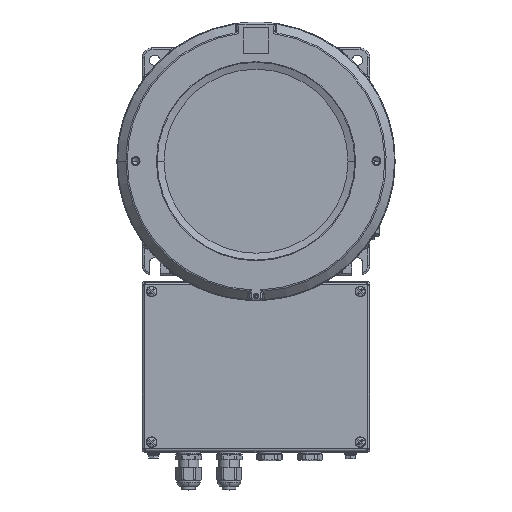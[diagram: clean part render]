
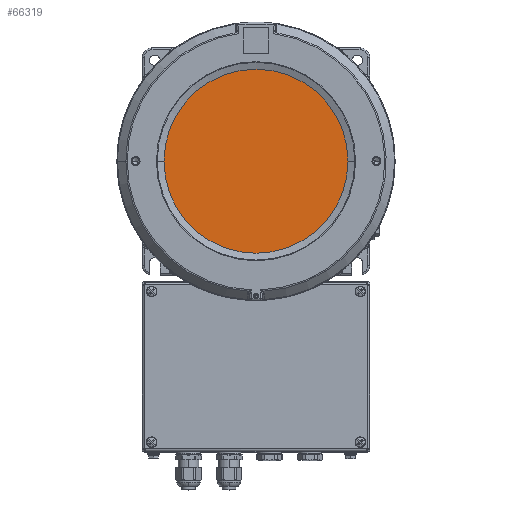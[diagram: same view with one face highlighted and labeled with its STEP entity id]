
A CAD part, top view. The second image highlights one B-rep face of the part: STEP entity #66319.
In plain terms, the highlighted face is planar.
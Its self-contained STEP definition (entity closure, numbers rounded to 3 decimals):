
#4074 = CIRCLE ( 'NONE', #47406, 95.5 ) ;
#7624 = VERTEX_POINT ( 'NONE', #46708 ) ;
#10021 = VERTEX_POINT ( 'NONE', #42118 ) ;
#12664 = CARTESIAN_POINT ( 'NONE',  ( 3., 0., 0. ) ) ;
#13953 = DIRECTION ( 'NONE',  ( 0., 0., -1. ) ) ;
#18490 = DIRECTION ( 'NONE',  ( 0., 0., 1. ) ) ;
#21366 = EDGE_CURVE ( 'NONE', #10021, #7624, #4074, .T. ) ;
#25286 = EDGE_LOOP ( 'NONE', ( #63595, #41967 ) ) ;
#28148 = CARTESIAN_POINT ( 'NONE',  ( 3., 0., 0. ) ) ;
#29042 = EDGE_CURVE ( 'NONE', #7624, #10021, #35411, .T. ) ;
#33974 = DIRECTION ( 'NONE',  ( 0., 0., 1. ) ) ;
#35411 = CIRCLE ( 'NONE', #35710, 95.5 ) ;
#35710 = AXIS2_PLACEMENT_3D ( 'NONE', #28148, #68260, #33974 ) ;
#36451 = FACE_OUTER_BOUND ( 'NONE', #25286, .T. ) ;
#39462 = AXIS2_PLACEMENT_3D ( 'NONE', #71223, #48498, #13953 ) ;
#41967 = ORIENTED_EDGE ( 'NONE', *, *, #29042, .T. ) ;
#42118 = CARTESIAN_POINT ( 'NONE',  ( 3., 0., 95.5 ) ) ;
#42732 = PLANE ( 'NONE',  #39462 ) ;
#46708 = CARTESIAN_POINT ( 'NONE',  ( 3., 0., -95.5 ) ) ;
#47406 = AXIS2_PLACEMENT_3D ( 'NONE', #12664, #52973, #18490 ) ;
#48498 = DIRECTION ( 'NONE',  ( 1., 0., 0. ) ) ;
#52973 = DIRECTION ( 'NONE',  ( -1., 0., 0. ) ) ;
#63595 = ORIENTED_EDGE ( 'NONE', *, *, #21366, .T. ) ;
#66319 = ADVANCED_FACE ( 'NONE', ( #36451 ), #42732, .F. ) ;
#68260 = DIRECTION ( 'NONE',  ( -1., 0., 0. ) ) ;
#71223 = CARTESIAN_POINT ( 'NONE',  ( 3., 0., 0. ) ) ;
